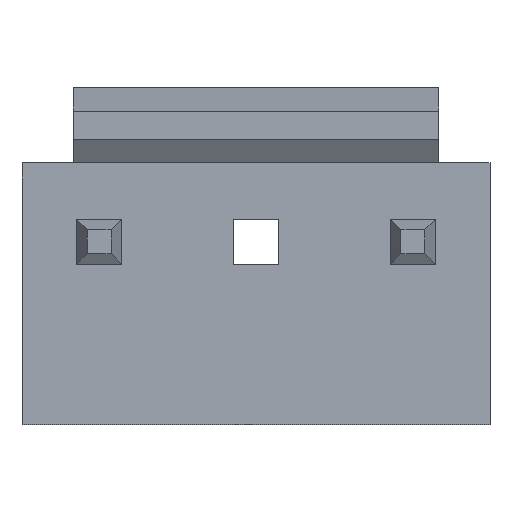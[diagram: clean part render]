
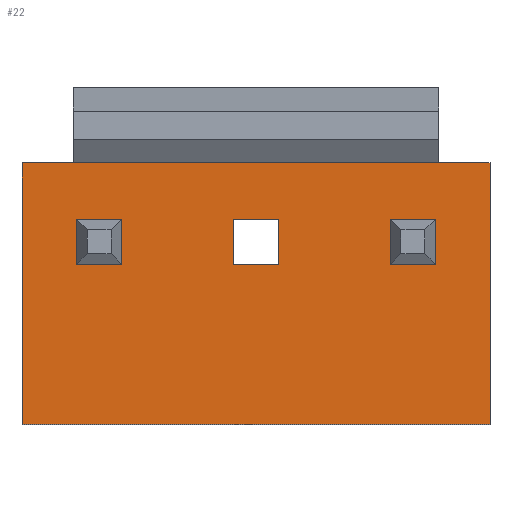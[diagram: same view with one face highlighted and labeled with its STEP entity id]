
A CAD part, top view. The second image highlights one B-rep face of the part: STEP entity #22.
In plain terms, the highlighted planar face has unit normal (0, 0, 1).
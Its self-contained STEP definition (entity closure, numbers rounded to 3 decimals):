
#4 = ORIENTED_EDGE ( 'NONE', *, *, #1144, .T. ) ;
#6 = DIRECTION ( 'NONE',  ( 1., 0., 0. ) ) ;
#13 = VECTOR ( 'NONE', #568, 1000. ) ;
#22 = ADVANCED_FACE ( 'NONE', ( #1974, #1281, #166, #430 ), #1300, .F. ) ;
#57 = EDGE_CURVE ( 'NONE', #485, #1926, #1191, .T. ) ;
#60 = CARTESIAN_POINT ( 'NONE',  ( 0., 0., 3.2 ) ) ;
#63 = VECTOR ( 'NONE', #837, 1000. ) ;
#64 = VERTEX_POINT ( 'NONE', #973 ) ;
#86 = LINE ( 'NONE', #936, #182 ) ;
#88 = CARTESIAN_POINT ( 'NONE',  ( -3.39, 0., 3.2 ) ) ;
#92 = VECTOR ( 'NONE', #720, 1000. ) ;
#116 = VECTOR ( 'NONE', #856, 1000. ) ;
#117 = ORIENTED_EDGE ( 'NONE', *, *, #362, .T. ) ;
#119 = CARTESIAN_POINT ( 'NONE',  ( -5.91, -4.25, 3.2 ) ) ;
#152 = LINE ( 'NONE', #1491, #893 ) ;
#166 = FACE_BOUND ( 'NONE', #1196, .T. ) ;
#169 = DIRECTION ( 'NONE',  ( 0., -1., 0. ) ) ;
#181 = VECTOR ( 'NONE', #1461, 1000. ) ;
#182 = VECTOR ( 'NONE', #169, 1000. ) ;
#191 = ORIENTED_EDGE ( 'NONE', *, *, #459, .T. ) ;
#222 = EDGE_CURVE ( 'NONE', #1823, #799, #506, .T. ) ;
#228 = CARTESIAN_POINT ( 'NONE',  ( 5.91, -4.25, 3.2 ) ) ;
#240 = CARTESIAN_POINT ( 'NONE',  ( 0., -0.22, 3.2 ) ) ;
#243 = CARTESIAN_POINT ( 'NONE',  ( -4.53, 0.92, 3.2 ) ) ;
#294 = LINE ( 'NONE', #1849, #661 ) ;
#301 = CARTESIAN_POINT ( 'NONE',  ( -4.61, 2.35, 3.2 ) ) ;
#314 = CARTESIAN_POINT ( 'NONE',  ( 3.39, 0.92, 3.2 ) ) ;
#317 = EDGE_CURVE ( 'NONE', #1373, #1309, #1770, .T. ) ;
#348 = VECTOR ( 'NONE', #1704, 1000. ) ;
#362 = EDGE_CURVE ( 'NONE', #888, #1926, #692, .T. ) ;
#369 = VECTOR ( 'NONE', #464, 1000. ) ;
#380 = ORIENTED_EDGE ( 'NONE', *, *, #981, .T. ) ;
#420 = LINE ( 'NONE', #774, #369 ) ;
#430 = FACE_OUTER_BOUND ( 'NONE', #1243, .T. ) ;
#443 = CARTESIAN_POINT ( 'NONE',  ( -4.53, 0.92, 3.2 ) ) ;
#444 = CARTESIAN_POINT ( 'NONE',  ( -5.91, 2.35, 3.2 ) ) ;
#459 = EDGE_CURVE ( 'NONE', #479, #888, #1886, .T. ) ;
#460 = CARTESIAN_POINT ( 'NONE',  ( -3.39, -0.22, 3.2 ) ) ;
#464 = DIRECTION ( 'NONE',  ( -1., 0., 0. ) ) ;
#477 = CARTESIAN_POINT ( 'NONE',  ( 4.53, 0.92, 3.2 ) ) ;
#479 = VERTEX_POINT ( 'NONE', #914 ) ;
#485 = VERTEX_POINT ( 'NONE', #1358 ) ;
#506 = LINE ( 'NONE', #88, #92 ) ;
#530 = DIRECTION ( 'NONE',  ( 1., 0., 0. ) ) ;
#531 = VERTEX_POINT ( 'NONE', #804 ) ;
#553 = DIRECTION ( 'NONE',  ( -1., 0., 0. ) ) ;
#568 = DIRECTION ( 'NONE',  ( 1., 0., 0. ) ) ;
#581 = EDGE_CURVE ( 'NONE', #1823, #531, #1323, .T. ) ;
#582 = VERTEX_POINT ( 'NONE', #951 ) ;
#596 = LINE ( 'NONE', #119, #1856 ) ;
#605 = CARTESIAN_POINT ( 'NONE',  ( 5.91, -4.25, 3.2 ) ) ;
#606 = EDGE_LOOP ( 'NONE', ( #1337, #891, #1825, #380 ) ) ;
#635 = EDGE_CURVE ( 'NONE', #64, #1892, #766, .T. ) ;
#661 = VECTOR ( 'NONE', #6, 1000. ) ;
#678 = CARTESIAN_POINT ( 'NONE',  ( -4.53, 0., 3.2 ) ) ;
#692 = LINE ( 'NONE', #228, #63 ) ;
#693 = EDGE_CURVE ( 'NONE', #1262, #531, #1638, .T. ) ;
#701 = CARTESIAN_POINT ( 'NONE',  ( 0.57, 0., 3.2 ) ) ;
#720 = DIRECTION ( 'NONE',  ( 0., 1., 0. ) ) ;
#751 = ORIENTED_EDGE ( 'NONE', *, *, #1377, .T. ) ;
#766 = LINE ( 'NONE', #314, #1539 ) ;
#774 = CARTESIAN_POINT ( 'NONE',  ( -0.57, -0.22, 3.2 ) ) ;
#782 = EDGE_CURVE ( 'NONE', #1553, #582, #995, .T. ) ;
#789 = CARTESIAN_POINT ( 'NONE',  ( 3.39, -0.22, 3.2 ) ) ;
#792 = DIRECTION ( 'NONE',  ( -1., 0., 0. ) ) ;
#794 = VERTEX_POINT ( 'NONE', #1936 ) ;
#795 = VERTEX_POINT ( 'NONE', #1753 ) ;
#799 = VERTEX_POINT ( 'NONE', #1443 ) ;
#804 = CARTESIAN_POINT ( 'NONE',  ( -4.53, -0.22, 3.2 ) ) ;
#834 = DIRECTION ( 'NONE',  ( 0., -1., 0. ) ) ;
#837 = DIRECTION ( 'NONE',  ( 0., 1., 0. ) ) ;
#840 = VERTEX_POINT ( 'NONE', #301 ) ;
#856 = DIRECTION ( 'NONE',  ( 0., 1., 0. ) ) ;
#884 = DIRECTION ( 'NONE',  ( 0., -1., 0. ) ) ;
#886 = VERTEX_POINT ( 'NONE', #444 ) ;
#888 = VERTEX_POINT ( 'NONE', #605 ) ;
#891 = ORIENTED_EDGE ( 'NONE', *, *, #941, .T. ) ;
#893 = VECTOR ( 'NONE', #895, 1000. ) ;
#895 = DIRECTION ( 'NONE',  ( 1., 0., 0. ) ) ;
#914 = CARTESIAN_POINT ( 'NONE',  ( -5.91, -4.25, 3.2 ) ) ;
#936 = CARTESIAN_POINT ( 'NONE',  ( 4.53, -0.22, 3.2 ) ) ;
#941 = EDGE_CURVE ( 'NONE', #1553, #64, #1322, .T. ) ;
#951 = CARTESIAN_POINT ( 'NONE',  ( 4.53, -0.22, 3.2 ) ) ;
#973 = CARTESIAN_POINT ( 'NONE',  ( 3.39, 0.92, 3.2 ) ) ;
#981 = EDGE_CURVE ( 'NONE', #1892, #582, #86, .T. ) ;
#995 = LINE ( 'NONE', #240, #181 ) ;
#1028 = VECTOR ( 'NONE', #530, 1000. ) ;
#1052 = ORIENTED_EDGE ( 'NONE', *, *, #57, .F. ) ;
#1064 = LINE ( 'NONE', #243, #1299 ) ;
#1087 = CARTESIAN_POINT ( 'NONE',  ( 5.91, 2.35, 3.2 ) ) ;
#1120 = ORIENTED_EDGE ( 'NONE', *, *, #1236, .T. ) ;
#1121 = CARTESIAN_POINT ( 'NONE',  ( 0., 2.35, 3.2 ) ) ;
#1130 = DIRECTION ( 'NONE',  ( 0., -1., 0. ) ) ;
#1144 = EDGE_CURVE ( 'NONE', #1262, #799, #1064, .T. ) ;
#1147 = ORIENTED_EDGE ( 'NONE', *, *, #1751, .T. ) ;
#1167 = CARTESIAN_POINT ( 'NONE',  ( -5.91, -4.25, 3.2 ) ) ;
#1191 = LINE ( 'NONE', #1121, #1028 ) ;
#1196 = EDGE_LOOP ( 'NONE', ( #1285, #1795, #4, #1457 ) ) ;
#1227 = CARTESIAN_POINT ( 'NONE',  ( 0.57, -0.22, 3.2 ) ) ;
#1231 = VECTOR ( 'NONE', #834, 1000. ) ;
#1236 = EDGE_CURVE ( 'NONE', #886, #479, #596, .T. ) ;
#1239 = CARTESIAN_POINT ( 'NONE',  ( -4.53, -0.22, 3.2 ) ) ;
#1243 = EDGE_LOOP ( 'NONE', ( #117, #1052, #1427, #1596, #1120, #191 ) ) ;
#1252 = VECTOR ( 'NONE', #1349, 1000. ) ;
#1262 = VERTEX_POINT ( 'NONE', #443 ) ;
#1277 = EDGE_CURVE ( 'NONE', #840, #485, #1729, .T. ) ;
#1281 = FACE_BOUND ( 'NONE', #1407, .T. ) ;
#1285 = ORIENTED_EDGE ( 'NONE', *, *, #581, .T. ) ;
#1290 = ORIENTED_EDGE ( 'NONE', *, *, #1419, .F. ) ;
#1299 = VECTOR ( 'NONE', #1787, 1000. ) ;
#1300 = PLANE ( 'NONE',  #1908 ) ;
#1309 = VERTEX_POINT ( 'NONE', #1647 ) ;
#1322 = LINE ( 'NONE', #789, #348 ) ;
#1323 = LINE ( 'NONE', #1239, #1569 ) ;
#1337 = ORIENTED_EDGE ( 'NONE', *, *, #782, .F. ) ;
#1349 = DIRECTION ( 'NONE',  ( 1., 0., 0. ) ) ;
#1358 = CARTESIAN_POINT ( 'NONE',  ( 4.61, 2.35, 3.2 ) ) ;
#1373 = VERTEX_POINT ( 'NONE', #1227 ) ;
#1377 = EDGE_CURVE ( 'NONE', #1373, #795, #420, .T. ) ;
#1394 = CARTESIAN_POINT ( 'NONE',  ( -0.57, 0., 3.2 ) ) ;
#1404 = ORIENTED_EDGE ( 'NONE', *, *, #317, .F. ) ;
#1407 = EDGE_LOOP ( 'NONE', ( #751, #1290, #1147, #1404 ) ) ;
#1419 = EDGE_CURVE ( 'NONE', #794, #795, #1532, .T. ) ;
#1427 = ORIENTED_EDGE ( 'NONE', *, *, #1277, .F. ) ;
#1443 = CARTESIAN_POINT ( 'NONE',  ( -3.39, 0.92, 3.2 ) ) ;
#1456 = DIRECTION ( 'NONE',  ( 0., 0., -1. ) ) ;
#1457 = ORIENTED_EDGE ( 'NONE', *, *, #222, .F. ) ;
#1461 = DIRECTION ( 'NONE',  ( 1., 0., 0. ) ) ;
#1491 = CARTESIAN_POINT ( 'NONE',  ( -0.57, 0.92, 3.2 ) ) ;
#1532 = LINE ( 'NONE', #1394, #1706 ) ;
#1539 = VECTOR ( 'NONE', #1694, 1000. ) ;
#1553 = VERTEX_POINT ( 'NONE', #1573 ) ;
#1569 = VECTOR ( 'NONE', #792, 1000. ) ;
#1573 = CARTESIAN_POINT ( 'NONE',  ( 3.39, -0.22, 3.2 ) ) ;
#1596 = ORIENTED_EDGE ( 'NONE', *, *, #1821, .F. ) ;
#1638 = LINE ( 'NONE', #678, #1231 ) ;
#1647 = CARTESIAN_POINT ( 'NONE',  ( 0.57, 0.92, 3.2 ) ) ;
#1694 = DIRECTION ( 'NONE',  ( 1., 0., 0. ) ) ;
#1704 = DIRECTION ( 'NONE',  ( 0., 1., 0. ) ) ;
#1706 = VECTOR ( 'NONE', #1130, 1000. ) ;
#1729 = LINE ( 'NONE', #1972, #1252 ) ;
#1751 = EDGE_CURVE ( 'NONE', #794, #1309, #152, .T. ) ;
#1753 = CARTESIAN_POINT ( 'NONE',  ( -0.57, -0.22, 3.2 ) ) ;
#1770 = LINE ( 'NONE', #701, #116 ) ;
#1787 = DIRECTION ( 'NONE',  ( 1., 0., 0. ) ) ;
#1795 = ORIENTED_EDGE ( 'NONE', *, *, #693, .F. ) ;
#1821 = EDGE_CURVE ( 'NONE', #886, #840, #294, .T. ) ;
#1823 = VERTEX_POINT ( 'NONE', #460 ) ;
#1825 = ORIENTED_EDGE ( 'NONE', *, *, #635, .T. ) ;
#1849 = CARTESIAN_POINT ( 'NONE',  ( 0., 2.35, 3.2 ) ) ;
#1856 = VECTOR ( 'NONE', #884, 1000. ) ;
#1886 = LINE ( 'NONE', #1167, #13 ) ;
#1892 = VERTEX_POINT ( 'NONE', #477 ) ;
#1908 = AXIS2_PLACEMENT_3D ( 'NONE', #60, #1456, #553 ) ;
#1926 = VERTEX_POINT ( 'NONE', #1087 ) ;
#1936 = CARTESIAN_POINT ( 'NONE',  ( -0.57, 0.92, 3.2 ) ) ;
#1972 = CARTESIAN_POINT ( 'NONE',  ( 0., 2.35, 3.2 ) ) ;
#1974 = FACE_BOUND ( 'NONE', #606, .T. ) ;
